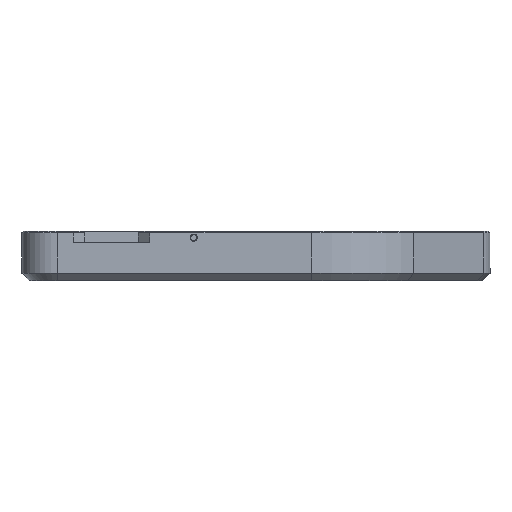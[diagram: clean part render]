
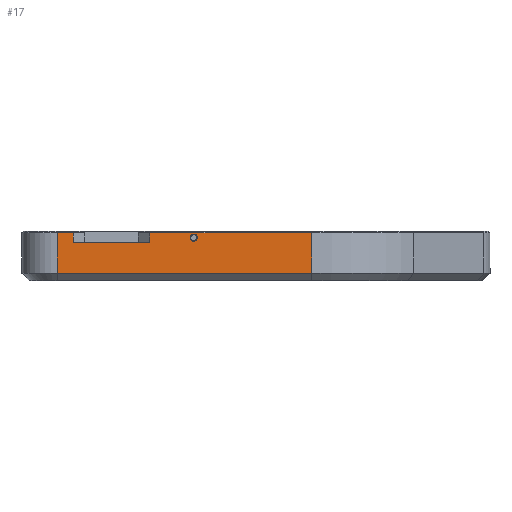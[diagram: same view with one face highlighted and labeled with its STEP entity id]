
A CAD part, left-side view. The second image highlights one B-rep face of the part: STEP entity #17.
In plain terms, the highlighted planar face has unit normal (-1, 0, 0).
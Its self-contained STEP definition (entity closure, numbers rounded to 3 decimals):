
#17 = ADVANCED_FACE('',(#18,#29),#95,.T.);
#18 = FACE_BOUND('',#19,.T.);
#19 = EDGE_LOOP('',(#20));
#20 = ORIENTED_EDGE('',*,*,#21,.F.);
#21 = EDGE_CURVE('',#22,#22,#24,.T.);
#22 = VERTEX_POINT('',#23);
#23 = CARTESIAN_POINT('',(-55.95,40.55,31.3));
#24 = CIRCLE('',#25,0.95);
#25 = AXIS2_PLACEMENT_3D('',#26,#27,#28);
#26 = CARTESIAN_POINT('',(-55.95,41.5,31.3));
#27 = DIRECTION('',(-1.,0.,0.));
#28 = DIRECTION('',(0.,-1.,0.));
#29 = FACE_BOUND('',#30,.T.);
#30 = EDGE_LOOP('',(#31,#41,#49,#57,#65,#73,#81,#89));
#31 = ORIENTED_EDGE('',*,*,#32,.T.);
#32 = EDGE_CURVE('',#33,#35,#37,.T.);
#33 = VERTEX_POINT('',#34);
#34 = CARTESIAN_POINT('',(-55.95,53.,32.6));
#35 = VERTEX_POINT('',#36);
#36 = CARTESIAN_POINT('',(-55.95,53.,30.));
#37 = LINE('',#38,#39);
#38 = CARTESIAN_POINT('',(-55.95,53.,35.536));
#39 = VECTOR('',#40,1.);
#40 = DIRECTION('',(0.,-0.,-1.));
#41 = ORIENTED_EDGE('',*,*,#42,.T.);
#42 = EDGE_CURVE('',#35,#43,#45,.T.);
#43 = VERTEX_POINT('',#44);
#44 = CARTESIAN_POINT('',(-55.95,73.,30.));
#45 = LINE('',#46,#47);
#46 = CARTESIAN_POINT('',(-55.95,66.6,30.));
#47 = VECTOR('',#48,1.);
#48 = DIRECTION('',(0.,1.,0.));
#49 = ORIENTED_EDGE('',*,*,#50,.T.);
#50 = EDGE_CURVE('',#43,#51,#53,.T.);
#51 = VERTEX_POINT('',#52);
#52 = CARTESIAN_POINT('',(-55.95,73.,32.6));
#53 = LINE('',#54,#55);
#54 = CARTESIAN_POINT('',(-55.95,73.,30.));
#55 = VECTOR('',#56,1.);
#56 = DIRECTION('',(0.,0.,1.));
#57 = ORIENTED_EDGE('',*,*,#58,.T.);
#58 = EDGE_CURVE('',#51,#59,#61,.T.);
#59 = VERTEX_POINT('',#60);
#60 = CARTESIAN_POINT('',(-55.95,77.2,32.6));
#61 = LINE('',#62,#63);
#62 = CARTESIAN_POINT('',(-55.95,73.,32.6));
#63 = VECTOR('',#64,1.);
#64 = DIRECTION('',(0.,1.,0.));
#65 = ORIENTED_EDGE('',*,*,#66,.F.);
#66 = EDGE_CURVE('',#67,#59,#69,.T.);
#67 = VERTEX_POINT('',#68);
#68 = CARTESIAN_POINT('',(-55.95,77.2,22.));
#69 = LINE('',#70,#71);
#70 = CARTESIAN_POINT('',(-55.95,77.2,20.));
#71 = VECTOR('',#72,1.);
#72 = DIRECTION('',(0.,0.,1.));
#73 = ORIENTED_EDGE('',*,*,#74,.T.);
#74 = EDGE_CURVE('',#67,#75,#77,.T.);
#75 = VERTEX_POINT('',#76);
#76 = CARTESIAN_POINT('',(-55.95,10.668,22.));
#77 = LINE('',#78,#79);
#78 = CARTESIAN_POINT('',(-55.95,77.2,22.));
#79 = VECTOR('',#80,1.);
#80 = DIRECTION('',(0.,-1.,0.));
#81 = ORIENTED_EDGE('',*,*,#82,.T.);
#82 = EDGE_CURVE('',#75,#83,#85,.T.);
#83 = VERTEX_POINT('',#84);
#84 = CARTESIAN_POINT('',(-55.95,10.668,32.6));
#85 = LINE('',#86,#87);
#86 = CARTESIAN_POINT('',(-55.95,10.668,20.));
#87 = VECTOR('',#88,1.);
#88 = DIRECTION('',(0.,0.,1.));
#89 = ORIENTED_EDGE('',*,*,#90,.T.);
#90 = EDGE_CURVE('',#83,#33,#91,.T.);
#91 = LINE('',#92,#93);
#92 = CARTESIAN_POINT('',(-55.95,10.668,32.6));
#93 = VECTOR('',#94,1.);
#94 = DIRECTION('',(0.,1.,0.));
#95 = PLANE('',#96);
#96 = AXIS2_PLACEMENT_3D('',#97,#98,#99);
#97 = CARTESIAN_POINT('',(-55.95,44.556,27.104));
#98 = DIRECTION('',(-1.,0.,0.));
#99 = DIRECTION('',(0.,0.,-1.));
